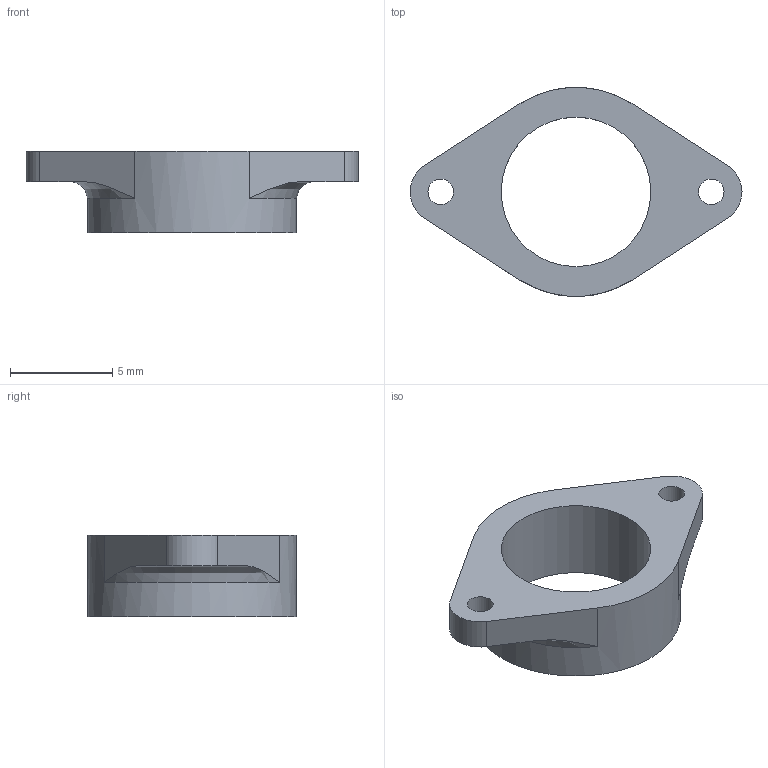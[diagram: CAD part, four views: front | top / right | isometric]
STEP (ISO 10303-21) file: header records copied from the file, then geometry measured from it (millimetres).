
FILE_DESCRIPTION(/* description */ (''),/* implementation_level */ '2;1');
FILE_NAME(/* name */ 'encodersupporter.stp',/* time_stamp */ '2025-01-29T01:44:35+09:00',/* author */ ('IshiiLabHonda'),/* organization */ (''),/* preprocessor_version */ 'ST-DEVELOPER v19.2',/* originating_system */ 'Autodesk Inventor 2023',/* authorisation */ '');
FILE_SCHEMA (('AUTOMOTIVE_DESIGN { 1 0 10303 214 3 1 1 }'));
Length unit declared in the file: millimetre
Products named in the file (1): encodersupporter
Bounding box: 16.2 x 10.2 x 4 mm (x, y, z)
Volume: 196.6 mm3; surface area: 365.1 mm2
Topology: 1 solids, 1 shells, 16 faces, 85 edges, 135 vertices
Faces by surface type: plane 8, cylinder 6, torus 2
Full cylindrical faces by diameter (mm): 1.25 x2, 7.3 x1, 10.2 x1
Entity records: 845 total; most frequent: CARTESIAN_POINT 206, DIRECTION 136, ORIENTED_EDGE 84, AXIS2_PLACEMENT_3D 58, STYLED_ITEM 44, EDGE_CURVE 42, CIRCLE 41, VERTEX_POINT 28
